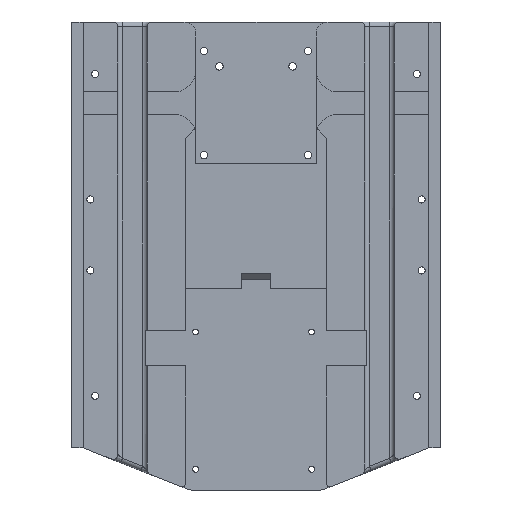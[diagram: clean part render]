
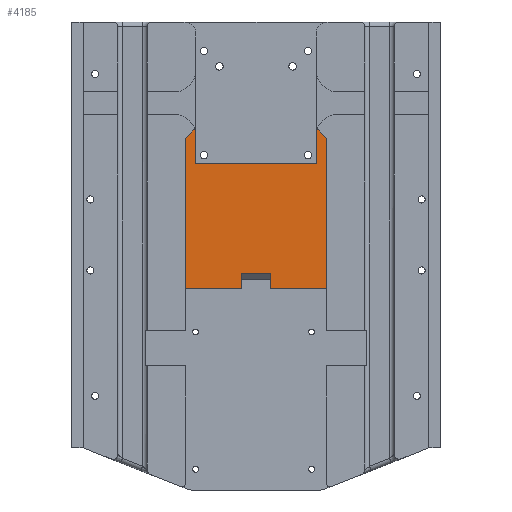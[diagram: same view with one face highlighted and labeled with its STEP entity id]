
A CAD part, front view. The second image highlights one B-rep face of the part: STEP entity #4185.
In plain terms, the highlighted planar face has unit normal (0, -1, 0).
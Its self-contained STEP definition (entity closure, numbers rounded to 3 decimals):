
#97 = VECTOR ( 'NONE', #5296, 1000. ) ;
#126 = CARTESIAN_POINT ( 'NONE',  ( 25.25, 2.5, 30.5 ) ) ;
#188 = VERTEX_POINT ( 'NONE', #5942 ) ;
#215 = EDGE_CURVE ( 'NONE', #4490, #5248, #802, .T. ) ;
#224 = VECTOR ( 'NONE', #2913, 1000. ) ;
#238 = LINE ( 'NONE', #2686, #5124 ) ;
#285 = CIRCLE ( 'NONE', #4041, 5. ) ;
#434 = CARTESIAN_POINT ( 'NONE',  ( 30.75, 2.5, 43.679 ) ) ;
#503 = ORIENTED_EDGE ( 'NONE', *, *, #954, .F. ) ;
#541 = VERTEX_POINT ( 'NONE', #3919 ) ;
#548 = EDGE_CURVE ( 'NONE', #4585, #188, #764, .T. ) ;
#552 = CIRCLE ( 'NONE', #1514, 5. ) ;
#704 = LINE ( 'NONE', #4805, #1542 ) ;
#730 = LINE ( 'NONE', #4800, #5425 ) ;
#735 = ORIENTED_EDGE ( 'NONE', *, *, #2385, .T. ) ;
#738 = DIRECTION ( 'NONE',  ( 0., 0., 1. ) ) ;
#764 = LINE ( 'NONE', #2841, #862 ) ;
#802 = LINE ( 'NONE', #2692, #224 ) ;
#812 = CARTESIAN_POINT ( 'NONE',  ( 0., 2.5, 0. ) ) ;
#862 = VECTOR ( 'NONE', #4870, 1000. ) ;
#876 = PLANE ( 'NONE',  #5231 ) ;
#954 = EDGE_CURVE ( 'NONE', #3426, #1750, #730, .T. ) ;
#1021 = VERTEX_POINT ( 'NONE', #1357 ) ;
#1047 = VERTEX_POINT ( 'NONE', #3539 ) ;
#1173 = CARTESIAN_POINT ( 'NONE',  ( 30., 2.5, 40.75 ) ) ;
#1342 = DIRECTION ( 'NONE',  ( 1., 0., 0. ) ) ;
#1357 = CARTESIAN_POINT ( 'NONE',  ( 25.25, 2.5, 30. ) ) ;
#1374 = LINE ( 'NONE', #2916, #4743 ) ;
#1375 = CARTESIAN_POINT ( 'NONE',  ( 25.75, 2.5, 30.5 ) ) ;
#1390 = CARTESIAN_POINT ( 'NONE',  ( -25.25, 2.5, 30.5 ) ) ;
#1435 = CARTESIAN_POINT ( 'NONE',  ( 25.75, 2.5, 45. ) ) ;
#1443 = CARTESIAN_POINT ( 'NONE',  ( -6.25, 2.5, -16.28 ) ) ;
#1514 = AXIS2_PLACEMENT_3D ( 'NONE', #434, #6637, #6141 ) ;
#1542 = VECTOR ( 'NONE', #1730, 1000. ) ;
#1561 = DIRECTION ( 'NONE',  ( 0., 1., 0. ) ) ;
#1675 = ORIENTED_EDGE ( 'NONE', *, *, #4391, .T. ) ;
#1678 = VERTEX_POINT ( 'NONE', #5728 ) ;
#1725 = DIRECTION ( 'NONE',  ( 0., 0., -1. ) ) ;
#1730 = DIRECTION ( 'NONE',  ( 0., 0., -1. ) ) ;
#1735 = LINE ( 'NONE', #2644, #5818 ) ;
#1750 = VERTEX_POINT ( 'NONE', #4786 ) ;
#1786 = ORIENTED_EDGE ( 'NONE', *, *, #4566, .F. ) ;
#1804 = LINE ( 'NONE', #2445, #5916 ) ;
#1858 = ORIENTED_EDGE ( 'NONE', *, *, #5677, .T. ) ;
#1904 = EDGE_CURVE ( 'NONE', #5248, #4859, #6535, .T. ) ;
#2076 = VERTEX_POINT ( 'NONE', #6573 ) ;
#2119 = AXIS2_PLACEMENT_3D ( 'NONE', #126, #5269, #5876 ) ;
#2158 = DIRECTION ( 'NONE',  ( 0., 0., -1. ) ) ;
#2288 = CARTESIAN_POINT ( 'NONE',  ( -40.75, 2.5, 30. ) ) ;
#2355 = LINE ( 'NONE', #5333, #97 ) ;
#2371 = CARTESIAN_POINT ( 'NONE',  ( -25.75, 2.5, 43.679 ) ) ;
#2385 = EDGE_CURVE ( 'NONE', #3525, #1750, #4926, .T. ) ;
#2403 = ORIENTED_EDGE ( 'NONE', *, *, #4546, .T. ) ;
#2445 = CARTESIAN_POINT ( 'NONE',  ( -30., 2.5, 0. ) ) ;
#2608 = EDGE_CURVE ( 'NONE', #1021, #3525, #2355, .T. ) ;
#2644 = CARTESIAN_POINT ( 'NONE',  ( 6.25, 2.5, 0. ) ) ;
#2686 = CARTESIAN_POINT ( 'NONE',  ( 25.75, 2.5, 0. ) ) ;
#2692 = CARTESIAN_POINT ( 'NONE',  ( 0., 2.5, -22.78 ) ) ;
#2706 = CARTESIAN_POINT ( 'NONE',  ( 30., 2.5, -22.78 ) ) ;
#2757 = CARTESIAN_POINT ( 'NONE',  ( 6.25, 2.5, -22.78 ) ) ;
#2841 = CARTESIAN_POINT ( 'NONE',  ( 6.25, 2.5, -16.28 ) ) ;
#2884 = ORIENTED_EDGE ( 'NONE', *, *, #4725, .T. ) ;
#2913 = DIRECTION ( 'NONE',  ( 1., 0., 0. ) ) ;
#2916 = CARTESIAN_POINT ( 'NONE',  ( 0., 2.5, -22.78 ) ) ;
#3026 = ORIENTED_EDGE ( 'NONE', *, *, #4828, .F. ) ;
#3098 = VERTEX_POINT ( 'NONE', #1375 ) ;
#3109 = VERTEX_POINT ( 'NONE', #5419 ) ;
#3173 = ORIENTED_EDGE ( 'NONE', *, *, #4477, .F. ) ;
#3180 = CARTESIAN_POINT ( 'NONE',  ( 25.891, 2.5, 44.859 ) ) ;
#3203 = ORIENTED_EDGE ( 'NONE', *, *, #215, .T. ) ;
#3364 = DIRECTION ( 'NONE',  ( 0., -1., 0. ) ) ;
#3411 = AXIS2_PLACEMENT_3D ( 'NONE', #1390, #1561, #5644 ) ;
#3421 = DIRECTION ( 'NONE',  ( 0., 0., 1. ) ) ;
#3426 = VERTEX_POINT ( 'NONE', #2371 ) ;
#3428 = FACE_OUTER_BOUND ( 'NONE', #5809, .T. ) ;
#3525 = VERTEX_POINT ( 'NONE', #6201 ) ;
#3539 = CARTESIAN_POINT ( 'NONE',  ( 25.75, 2.5, 43.679 ) ) ;
#3585 = LINE ( 'NONE', #1435, #5822 ) ;
#3678 = EDGE_CURVE ( 'NONE', #3098, #1021, #6505, .T. ) ;
#3725 = ORIENTED_EDGE ( 'NONE', *, *, #5102, .T. ) ;
#3754 = ORIENTED_EDGE ( 'NONE', *, *, #1904, .T. ) ;
#3866 = DIRECTION ( 'NONE',  ( -0.707, 0., -0.707 ) ) ;
#3919 = CARTESIAN_POINT ( 'NONE',  ( -6.25, 2.5, -22.78 ) ) ;
#4041 = AXIS2_PLACEMENT_3D ( 'NONE', #5381, #4715, #2158 ) ;
#4185 = ADVANCED_FACE ( 'NONE', ( #3428 ), #876, .T. ) ;
#4391 = EDGE_CURVE ( 'NONE', #3426, #1678, #285, .T. ) ;
#4477 = EDGE_CURVE ( 'NONE', #3098, #1047, #238, .T. ) ;
#4490 = VERTEX_POINT ( 'NONE', #2757 ) ;
#4546 = EDGE_CURVE ( 'NONE', #3109, #541, #1374, .T. ) ;
#4566 = EDGE_CURVE ( 'NONE', #3109, #2076, #1804, .T. ) ;
#4585 = VERTEX_POINT ( 'NONE', #1443 ) ;
#4635 = VECTOR ( 'NONE', #3866, 1000. ) ;
#4715 = DIRECTION ( 'NONE',  ( 0., -1., 0. ) ) ;
#4725 = EDGE_CURVE ( 'NONE', #6541, #1047, #552, .T. ) ;
#4743 = VECTOR ( 'NONE', #1342, 1000. ) ;
#4786 = CARTESIAN_POINT ( 'NONE',  ( -25.75, 2.5, 30.5 ) ) ;
#4800 = CARTESIAN_POINT ( 'NONE',  ( -25.75, 2.5, 0. ) ) ;
#4805 = CARTESIAN_POINT ( 'NONE',  ( -6.25, 2.5, 0. ) ) ;
#4828 = EDGE_CURVE ( 'NONE', #4490, #188, #1735, .T. ) ;
#4859 = VERTEX_POINT ( 'NONE', #1173 ) ;
#4870 = DIRECTION ( 'NONE',  ( 1., 0., 0. ) ) ;
#4893 = ORIENTED_EDGE ( 'NONE', *, *, #3678, .T. ) ;
#4926 = CIRCLE ( 'NONE', #3411, 0.5 ) ;
#5008 = CARTESIAN_POINT ( 'NONE',  ( 30., 2.5, 0. ) ) ;
#5102 = EDGE_CURVE ( 'NONE', #4859, #6541, #3585, .T. ) ;
#5124 = VECTOR ( 'NONE', #6384, 1000. ) ;
#5231 = AXIS2_PLACEMENT_3D ( 'NONE', #812, #3364, #5428 ) ;
#5248 = VERTEX_POINT ( 'NONE', #2706 ) ;
#5269 = DIRECTION ( 'NONE',  ( 0., 1., 0. ) ) ;
#5296 = DIRECTION ( 'NONE',  ( -1., 0., 0. ) ) ;
#5333 = CARTESIAN_POINT ( 'NONE',  ( 0., 2.5, 30. ) ) ;
#5381 = CARTESIAN_POINT ( 'NONE',  ( -30.75, 2.5, 43.679 ) ) ;
#5388 = ORIENTED_EDGE ( 'NONE', *, *, #2608, .T. ) ;
#5419 = CARTESIAN_POINT ( 'NONE',  ( -30., 2.5, -22.78 ) ) ;
#5425 = VECTOR ( 'NONE', #1725, 1000. ) ;
#5428 = DIRECTION ( 'NONE',  ( 0., 0., -1. ) ) ;
#5430 = ORIENTED_EDGE ( 'NONE', *, *, #548, .T. ) ;
#5550 = DIRECTION ( 'NONE',  ( 0., 0., 1. ) ) ;
#5630 = VECTOR ( 'NONE', #5550, 1000. ) ;
#5644 = DIRECTION ( 'NONE',  ( 0., 0., -1. ) ) ;
#5677 = EDGE_CURVE ( 'NONE', #1678, #2076, #6323, .T. ) ;
#5728 = CARTESIAN_POINT ( 'NONE',  ( -25.891, 2.5, 44.859 ) ) ;
#5809 = EDGE_LOOP ( 'NONE', ( #6186, #5430, #3026, #3203, #3754, #3725, #2884, #3173, #4893, #5388, #735, #503, #1675, #1858, #1786, #2403 ) ) ;
#5818 = VECTOR ( 'NONE', #738, 1000. ) ;
#5822 = VECTOR ( 'NONE', #6595, 1000. ) ;
#5876 = DIRECTION ( 'NONE',  ( 0., 0., -1. ) ) ;
#5916 = VECTOR ( 'NONE', #3421, 1000. ) ;
#5942 = CARTESIAN_POINT ( 'NONE',  ( 6.25, 2.5, -16.28 ) ) ;
#6141 = DIRECTION ( 'NONE',  ( 0., 0., -1. ) ) ;
#6186 = ORIENTED_EDGE ( 'NONE', *, *, #6492, .F. ) ;
#6201 = CARTESIAN_POINT ( 'NONE',  ( -25.25, 2.5, 30. ) ) ;
#6323 = LINE ( 'NONE', #2288, #4635 ) ;
#6384 = DIRECTION ( 'NONE',  ( 0., 0., 1. ) ) ;
#6492 = EDGE_CURVE ( 'NONE', #4585, #541, #704, .T. ) ;
#6505 = CIRCLE ( 'NONE', #2119, 0.5 ) ;
#6535 = LINE ( 'NONE', #5008, #5630 ) ;
#6541 = VERTEX_POINT ( 'NONE', #3180 ) ;
#6573 = CARTESIAN_POINT ( 'NONE',  ( -30., 2.5, 40.75 ) ) ;
#6595 = DIRECTION ( 'NONE',  ( -0.707, 0., 0.707 ) ) ;
#6637 = DIRECTION ( 'NONE',  ( 0., -1., 0. ) ) ;
